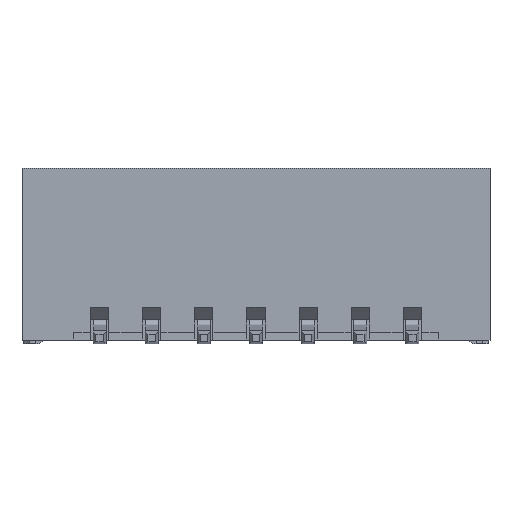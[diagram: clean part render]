
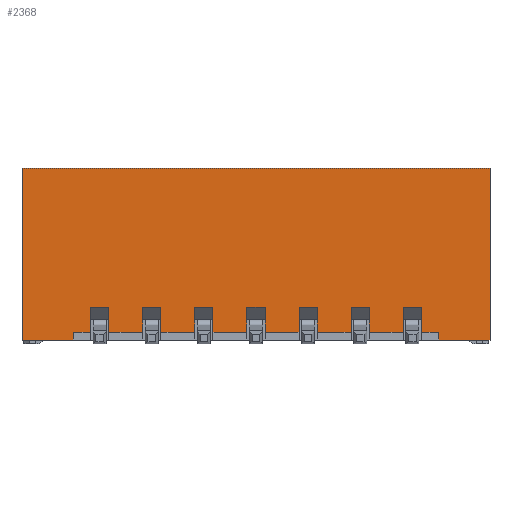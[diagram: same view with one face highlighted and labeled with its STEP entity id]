
A CAD part, front view. The second image highlights one B-rep face of the part: STEP entity #2368.
In plain terms, the highlighted face is planar.
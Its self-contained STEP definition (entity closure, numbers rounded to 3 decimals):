
#1982 = VERTEX_POINT('',#1983);
#1983 = CARTESIAN_POINT('',(11.975,0.15,0.25));
#1989 = EDGE_CURVE('',#1982,#1990,#1992,.T.);
#1990 = VERTEX_POINT('',#1991);
#1991 = CARTESIAN_POINT('',(10.,0.15,0.25));
#1992 = LINE('',#1993,#1994);
#1993 = CARTESIAN_POINT('',(11.975,0.15,0.25));
#1994 = VECTOR('',#1995,1.);
#1995 = DIRECTION('',(-1.,0.,0.));
#2229 = VERTEX_POINT('',#2230);
#2230 = CARTESIAN_POINT('',(-4.,0.15,0.25));
#2236 = EDGE_CURVE('',#2237,#2229,#2239,.T.);
#2237 = VERTEX_POINT('',#2238);
#2238 = CARTESIAN_POINT('',(-5.975,0.15,0.25));
#2239 = LINE('',#2240,#2241);
#2240 = CARTESIAN_POINT('',(-5.975,0.15,0.25));
#2241 = VECTOR('',#2242,1.);
#2242 = DIRECTION('',(1.,0.,0.));
#2294 = VERTEX_POINT('',#2295);
#2295 = CARTESIAN_POINT('',(-1.35,0.45,0.25));
#2301 = EDGE_CURVE('',#2294,#2302,#2304,.T.);
#2302 = VERTEX_POINT('',#2303);
#2303 = CARTESIAN_POINT('',(-2.65,0.45,0.25));
#2304 = LINE('',#2305,#2306);
#2305 = CARTESIAN_POINT('',(8.,0.45,0.25));
#2306 = VECTOR('',#2307,1.);
#2307 = DIRECTION('',(-1.,0.,0.));
#2326 = EDGE_CURVE('',#2302,#2327,#2329,.T.);
#2327 = VERTEX_POINT('',#2328);
#2328 = CARTESIAN_POINT('',(-2.65,1.4,0.25));
#2329 = LINE('',#2330,#2331);
#2330 = CARTESIAN_POINT('',(-2.65,1.4,0.25));
#2331 = VECTOR('',#2332,1.);
#2332 = DIRECTION('',(0.,1.,0.));
#2368 = ADVANCED_FACE('',(#2369),#2625,.F.);
#2369 = FACE_BOUND('',#2370,.T.);
#2370 = EDGE_LOOP('',(#2371,#2381,#2389,#2397,#2405,#2413,#2421,#2429,
    #2437,#2445,#2451,#2452,#2460,#2468,#2474,#2475,#2483,#2491,#2499,
    #2505,#2506,#2507,#2515,#2523,#2531,#2539,#2547,#2555,#2563,#2571,
    #2579,#2587,#2595,#2603,#2611,#2619));
#2371 = ORIENTED_EDGE('',*,*,#2372,.F.);
#2372 = EDGE_CURVE('',#2373,#2375,#2377,.T.);
#2373 = VERTEX_POINT('',#2374);
#2374 = CARTESIAN_POINT('',(6.65,0.45,0.25));
#2375 = VERTEX_POINT('',#2376);
#2376 = CARTESIAN_POINT('',(5.35,0.45,0.25));
#2377 = LINE('',#2378,#2379);
#2378 = CARTESIAN_POINT('',(14.,0.45,0.25));
#2379 = VECTOR('',#2380,1.);
#2380 = DIRECTION('',(-1.,0.,0.));
#2381 = ORIENTED_EDGE('',*,*,#2382,.T.);
#2382 = EDGE_CURVE('',#2373,#2383,#2385,.T.);
#2383 = VERTEX_POINT('',#2384);
#2384 = CARTESIAN_POINT('',(6.65,1.4,0.25));
#2385 = LINE('',#2386,#2387);
#2386 = CARTESIAN_POINT('',(6.65,1.4,0.25));
#2387 = VECTOR('',#2388,1.);
#2388 = DIRECTION('',(0.,1.,0.));
#2389 = ORIENTED_EDGE('',*,*,#2390,.F.);
#2390 = EDGE_CURVE('',#2391,#2383,#2393,.T.);
#2391 = VERTEX_POINT('',#2392);
#2392 = CARTESIAN_POINT('',(7.35,1.4,0.25));
#2393 = LINE('',#2394,#2395);
#2394 = CARTESIAN_POINT('',(7.35,1.4,0.25));
#2395 = VECTOR('',#2396,1.);
#2396 = DIRECTION('',(-1.,0.,0.));
#2397 = ORIENTED_EDGE('',*,*,#2398,.F.);
#2398 = EDGE_CURVE('',#2399,#2391,#2401,.T.);
#2399 = VERTEX_POINT('',#2400);
#2400 = CARTESIAN_POINT('',(7.35,0.45,0.25));
#2401 = LINE('',#2402,#2403);
#2402 = CARTESIAN_POINT('',(7.35,1.4,0.25));
#2403 = VECTOR('',#2404,1.);
#2404 = DIRECTION('',(0.,1.,0.));
#2405 = ORIENTED_EDGE('',*,*,#2406,.T.);
#2406 = EDGE_CURVE('',#2399,#2407,#2409,.T.);
#2407 = VERTEX_POINT('',#2408);
#2408 = CARTESIAN_POINT('',(8.65,0.45,0.25));
#2409 = LINE('',#2410,#2411);
#2410 = CARTESIAN_POINT('',(-2.,0.45,0.25));
#2411 = VECTOR('',#2412,1.);
#2412 = DIRECTION('',(1.,0.,0.));
#2413 = ORIENTED_EDGE('',*,*,#2414,.T.);
#2414 = EDGE_CURVE('',#2407,#2415,#2417,.T.);
#2415 = VERTEX_POINT('',#2416);
#2416 = CARTESIAN_POINT('',(8.65,1.4,0.25));
#2417 = LINE('',#2418,#2419);
#2418 = CARTESIAN_POINT('',(8.65,1.4,0.25));
#2419 = VECTOR('',#2420,1.);
#2420 = DIRECTION('',(0.,1.,0.));
#2421 = ORIENTED_EDGE('',*,*,#2422,.T.);
#2422 = EDGE_CURVE('',#2415,#2423,#2425,.T.);
#2423 = VERTEX_POINT('',#2424);
#2424 = CARTESIAN_POINT('',(9.35,1.4,0.25));
#2425 = LINE('',#2426,#2427);
#2426 = CARTESIAN_POINT('',(8.65,1.4,0.25));
#2427 = VECTOR('',#2428,1.);
#2428 = DIRECTION('',(1.,0.,0.));
#2429 = ORIENTED_EDGE('',*,*,#2430,.F.);
#2430 = EDGE_CURVE('',#2431,#2423,#2433,.T.);
#2431 = VERTEX_POINT('',#2432);
#2432 = CARTESIAN_POINT('',(9.35,0.45,0.25));
#2433 = LINE('',#2434,#2435);
#2434 = CARTESIAN_POINT('',(9.35,1.4,0.25));
#2435 = VECTOR('',#2436,1.);
#2436 = DIRECTION('',(0.,1.,0.));
#2437 = ORIENTED_EDGE('',*,*,#2438,.T.);
#2438 = EDGE_CURVE('',#2431,#2439,#2441,.T.);
#2439 = VERTEX_POINT('',#2440);
#2440 = CARTESIAN_POINT('',(10.,0.45,0.25));
#2441 = LINE('',#2442,#2443);
#2442 = CARTESIAN_POINT('',(-2.,0.45,0.25));
#2443 = VECTOR('',#2444,1.);
#2444 = DIRECTION('',(1.,0.,0.));
#2445 = ORIENTED_EDGE('',*,*,#2446,.F.);
#2446 = EDGE_CURVE('',#1990,#2439,#2447,.T.);
#2447 = LINE('',#2448,#2449);
#2448 = CARTESIAN_POINT('',(10.,0.15,0.25));
#2449 = VECTOR('',#2450,1.);
#2450 = DIRECTION('',(0.,1.,0.));
#2451 = ORIENTED_EDGE('',*,*,#1989,.F.);
#2452 = ORIENTED_EDGE('',*,*,#2453,.F.);
#2453 = EDGE_CURVE('',#2454,#1982,#2456,.T.);
#2454 = VERTEX_POINT('',#2455);
#2455 = CARTESIAN_POINT('',(11.975,6.75,0.25));
#2456 = LINE('',#2457,#2458);
#2457 = CARTESIAN_POINT('',(11.975,6.75,0.25));
#2458 = VECTOR('',#2459,1.);
#2459 = DIRECTION('',(0.,-1.,0.));
#2460 = ORIENTED_EDGE('',*,*,#2461,.F.);
#2461 = EDGE_CURVE('',#2462,#2454,#2464,.T.);
#2462 = VERTEX_POINT('',#2463);
#2463 = CARTESIAN_POINT('',(-5.975,6.75,0.25));
#2464 = LINE('',#2465,#2466);
#2465 = CARTESIAN_POINT('',(-5.975,6.75,0.25));
#2466 = VECTOR('',#2467,1.);
#2467 = DIRECTION('',(1.,0.,0.));
#2468 = ORIENTED_EDGE('',*,*,#2469,.T.);
#2469 = EDGE_CURVE('',#2462,#2237,#2470,.T.);
#2470 = LINE('',#2471,#2472);
#2471 = CARTESIAN_POINT('',(-5.975,6.75,0.25));
#2472 = VECTOR('',#2473,1.);
#2473 = DIRECTION('',(0.,-1.,0.));
#2474 = ORIENTED_EDGE('',*,*,#2236,.T.);
#2475 = ORIENTED_EDGE('',*,*,#2476,.T.);
#2476 = EDGE_CURVE('',#2229,#2477,#2479,.T.);
#2477 = VERTEX_POINT('',#2478);
#2478 = CARTESIAN_POINT('',(-4.,0.45,0.25));
#2479 = LINE('',#2480,#2481);
#2480 = CARTESIAN_POINT('',(-4.,0.15,0.25));
#2481 = VECTOR('',#2482,1.);
#2482 = DIRECTION('',(0.,1.,0.));
#2483 = ORIENTED_EDGE('',*,*,#2484,.F.);
#2484 = EDGE_CURVE('',#2485,#2477,#2487,.T.);
#2485 = VERTEX_POINT('',#2486);
#2486 = CARTESIAN_POINT('',(-3.35,0.45,0.25));
#2487 = LINE('',#2488,#2489);
#2488 = CARTESIAN_POINT('',(8.,0.45,0.25));
#2489 = VECTOR('',#2490,1.);
#2490 = DIRECTION('',(-1.,0.,0.));
#2491 = ORIENTED_EDGE('',*,*,#2492,.T.);
#2492 = EDGE_CURVE('',#2485,#2493,#2495,.T.);
#2493 = VERTEX_POINT('',#2494);
#2494 = CARTESIAN_POINT('',(-3.35,1.4,0.25));
#2495 = LINE('',#2496,#2497);
#2496 = CARTESIAN_POINT('',(-3.35,1.4,0.25));
#2497 = VECTOR('',#2498,1.);
#2498 = DIRECTION('',(0.,1.,0.));
#2499 = ORIENTED_EDGE('',*,*,#2500,.F.);
#2500 = EDGE_CURVE('',#2327,#2493,#2501,.T.);
#2501 = LINE('',#2502,#2503);
#2502 = CARTESIAN_POINT('',(-2.65,1.4,0.25));
#2503 = VECTOR('',#2504,1.);
#2504 = DIRECTION('',(-1.,0.,0.));
#2505 = ORIENTED_EDGE('',*,*,#2326,.F.);
#2506 = ORIENTED_EDGE('',*,*,#2301,.F.);
#2507 = ORIENTED_EDGE('',*,*,#2508,.T.);
#2508 = EDGE_CURVE('',#2294,#2509,#2511,.T.);
#2509 = VERTEX_POINT('',#2510);
#2510 = CARTESIAN_POINT('',(-1.35,1.4,0.25));
#2511 = LINE('',#2512,#2513);
#2512 = CARTESIAN_POINT('',(-1.35,1.4,0.25));
#2513 = VECTOR('',#2514,1.);
#2514 = DIRECTION('',(0.,1.,0.));
#2515 = ORIENTED_EDGE('',*,*,#2516,.F.);
#2516 = EDGE_CURVE('',#2517,#2509,#2519,.T.);
#2517 = VERTEX_POINT('',#2518);
#2518 = CARTESIAN_POINT('',(-0.65,1.4,0.25));
#2519 = LINE('',#2520,#2521);
#2520 = CARTESIAN_POINT('',(-0.65,1.4,0.25));
#2521 = VECTOR('',#2522,1.);
#2522 = DIRECTION('',(-1.,0.,0.));
#2523 = ORIENTED_EDGE('',*,*,#2524,.F.);
#2524 = EDGE_CURVE('',#2525,#2517,#2527,.T.);
#2525 = VERTEX_POINT('',#2526);
#2526 = CARTESIAN_POINT('',(-0.65,0.45,0.25));
#2527 = LINE('',#2528,#2529);
#2528 = CARTESIAN_POINT('',(-0.65,1.4,0.25));
#2529 = VECTOR('',#2530,1.);
#2530 = DIRECTION('',(0.,1.,0.));
#2531 = ORIENTED_EDGE('',*,*,#2532,.F.);
#2532 = EDGE_CURVE('',#2533,#2525,#2535,.T.);
#2533 = VERTEX_POINT('',#2534);
#2534 = CARTESIAN_POINT('',(0.65,0.45,0.25));
#2535 = LINE('',#2536,#2537);
#2536 = CARTESIAN_POINT('',(8.,0.45,0.25));
#2537 = VECTOR('',#2538,1.);
#2538 = DIRECTION('',(-1.,0.,0.));
#2539 = ORIENTED_EDGE('',*,*,#2540,.T.);
#2540 = EDGE_CURVE('',#2533,#2541,#2543,.T.);
#2541 = VERTEX_POINT('',#2542);
#2542 = CARTESIAN_POINT('',(0.65,1.4,0.25));
#2543 = LINE('',#2544,#2545);
#2544 = CARTESIAN_POINT('',(0.65,1.4,0.25));
#2545 = VECTOR('',#2546,1.);
#2546 = DIRECTION('',(0.,1.,0.));
#2547 = ORIENTED_EDGE('',*,*,#2548,.F.);
#2548 = EDGE_CURVE('',#2549,#2541,#2551,.T.);
#2549 = VERTEX_POINT('',#2550);
#2550 = CARTESIAN_POINT('',(1.35,1.4,0.25));
#2551 = LINE('',#2552,#2553);
#2552 = CARTESIAN_POINT('',(1.35,1.4,0.25));
#2553 = VECTOR('',#2554,1.);
#2554 = DIRECTION('',(-1.,0.,0.));
#2555 = ORIENTED_EDGE('',*,*,#2556,.F.);
#2556 = EDGE_CURVE('',#2557,#2549,#2559,.T.);
#2557 = VERTEX_POINT('',#2558);
#2558 = CARTESIAN_POINT('',(1.35,0.45,0.25));
#2559 = LINE('',#2560,#2561);
#2560 = CARTESIAN_POINT('',(1.35,1.4,0.25));
#2561 = VECTOR('',#2562,1.);
#2562 = DIRECTION('',(0.,1.,0.));
#2563 = ORIENTED_EDGE('',*,*,#2564,.F.);
#2564 = EDGE_CURVE('',#2565,#2557,#2567,.T.);
#2565 = VERTEX_POINT('',#2566);
#2566 = CARTESIAN_POINT('',(2.65,0.45,0.25));
#2567 = LINE('',#2568,#2569);
#2568 = CARTESIAN_POINT('',(10.,0.45,0.25));
#2569 = VECTOR('',#2570,1.);
#2570 = DIRECTION('',(-1.,0.,0.));
#2571 = ORIENTED_EDGE('',*,*,#2572,.T.);
#2572 = EDGE_CURVE('',#2565,#2573,#2575,.T.);
#2573 = VERTEX_POINT('',#2574);
#2574 = CARTESIAN_POINT('',(2.65,1.4,0.25));
#2575 = LINE('',#2576,#2577);
#2576 = CARTESIAN_POINT('',(2.65,1.4,0.25));
#2577 = VECTOR('',#2578,1.);
#2578 = DIRECTION('',(0.,1.,0.));
#2579 = ORIENTED_EDGE('',*,*,#2580,.F.);
#2580 = EDGE_CURVE('',#2581,#2573,#2583,.T.);
#2581 = VERTEX_POINT('',#2582);
#2582 = CARTESIAN_POINT('',(3.35,1.4,0.25));
#2583 = LINE('',#2584,#2585);
#2584 = CARTESIAN_POINT('',(3.35,1.4,0.25));
#2585 = VECTOR('',#2586,1.);
#2586 = DIRECTION('',(-1.,0.,0.));
#2587 = ORIENTED_EDGE('',*,*,#2588,.F.);
#2588 = EDGE_CURVE('',#2589,#2581,#2591,.T.);
#2589 = VERTEX_POINT('',#2590);
#2590 = CARTESIAN_POINT('',(3.35,0.45,0.25));
#2591 = LINE('',#2592,#2593);
#2592 = CARTESIAN_POINT('',(3.35,1.4,0.25));
#2593 = VECTOR('',#2594,1.);
#2594 = DIRECTION('',(0.,1.,0.));
#2595 = ORIENTED_EDGE('',*,*,#2596,.F.);
#2596 = EDGE_CURVE('',#2597,#2589,#2599,.T.);
#2597 = VERTEX_POINT('',#2598);
#2598 = CARTESIAN_POINT('',(4.65,0.45,0.25));
#2599 = LINE('',#2600,#2601);
#2600 = CARTESIAN_POINT('',(12.,0.45,0.25));
#2601 = VECTOR('',#2602,1.);
#2602 = DIRECTION('',(-1.,0.,0.));
#2603 = ORIENTED_EDGE('',*,*,#2604,.T.);
#2604 = EDGE_CURVE('',#2597,#2605,#2607,.T.);
#2605 = VERTEX_POINT('',#2606);
#2606 = CARTESIAN_POINT('',(4.65,1.4,0.25));
#2607 = LINE('',#2608,#2609);
#2608 = CARTESIAN_POINT('',(4.65,1.4,0.25));
#2609 = VECTOR('',#2610,1.);
#2610 = DIRECTION('',(0.,1.,0.));
#2611 = ORIENTED_EDGE('',*,*,#2612,.F.);
#2612 = EDGE_CURVE('',#2613,#2605,#2615,.T.);
#2613 = VERTEX_POINT('',#2614);
#2614 = CARTESIAN_POINT('',(5.35,1.4,0.25));
#2615 = LINE('',#2616,#2617);
#2616 = CARTESIAN_POINT('',(5.35,1.4,0.25));
#2617 = VECTOR('',#2618,1.);
#2618 = DIRECTION('',(-1.,0.,0.));
#2619 = ORIENTED_EDGE('',*,*,#2620,.F.);
#2620 = EDGE_CURVE('',#2375,#2613,#2621,.T.);
#2621 = LINE('',#2622,#2623);
#2622 = CARTESIAN_POINT('',(5.35,1.4,0.25));
#2623 = VECTOR('',#2624,1.);
#2624 = DIRECTION('',(0.,1.,0.));
#2625 = PLANE('',#2626);
#2626 = AXIS2_PLACEMENT_3D('',#2627,#2628,#2629);
#2627 = CARTESIAN_POINT('',(-5.975,6.75,0.25));
#2628 = DIRECTION('',(0.,0.,-1.));
#2629 = DIRECTION('',(0.,-1.,0.));
